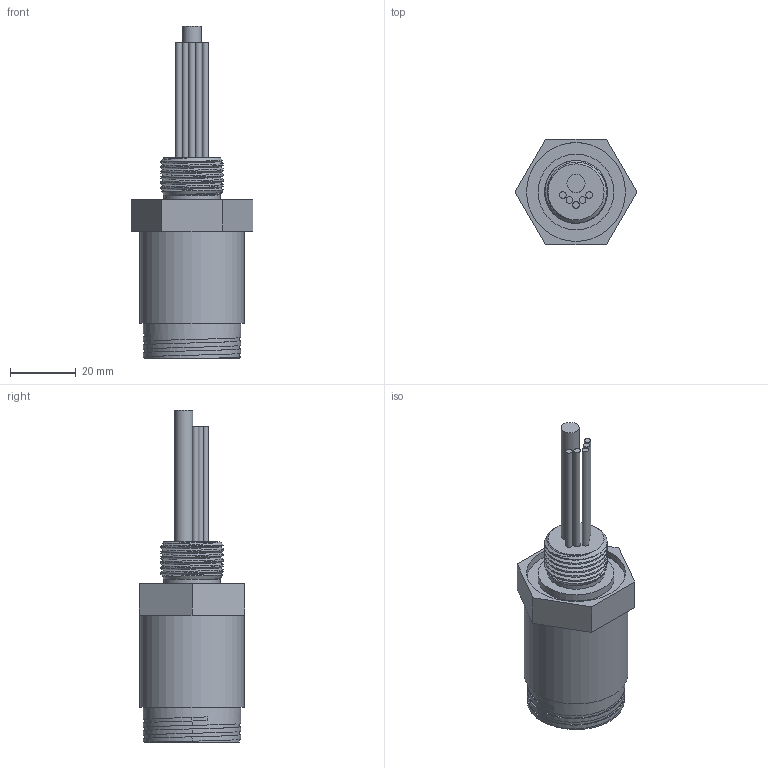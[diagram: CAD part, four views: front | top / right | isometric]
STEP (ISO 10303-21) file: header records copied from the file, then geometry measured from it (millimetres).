
FILE_DESCRIPTION(/* description */ (''),/* implementation_level */ '2;1');
FILE_NAME(/* name */ 'DBCR2013M.stp',/* time_stamp */ '2014-11-24T09:29:49+01:00',/* author */ ('sh'),/* organization */ (''),/* preprocessor_version */ 'ST-DEVELOPER v15.2',/* originating_system */ 'Autodesk Inventor 2014',/* authorisation */ '');
FILE_SCHEMA (('AUTOMOTIVE_DESIGN { 1 0 10303 214 3 1 1 }'));
Length unit declared in the file: millimetre
Products named in the file (1): DBCR2013M
Bounding box: 36.95 x 32 x 100.7 mm (x, y, z)
Volume: 32556.8 mm3; surface area: 13838.2 mm2
Topology: 1 solids, 1 shells, 409 faces, 1030 edges, 672 vertices
Faces by surface type: plane 181, bspline 155, cylinder 44, cone 29
Full cylindrical faces by diameter (mm): 2 x18, 3 x13, 5.5 x1, 17.102 x1, 23 x1, 25 x1, 26 x1, 29.5 x3, 30 x1, 31.6 x1
Entity records: 14894 total; most frequent: CARTESIAN_POINT 6229, ORIENTED_EDGE 1904, DIRECTION 1239, EDGE_CURVE 952, VERTEX_POINT 663, LINE 543, VECTOR 543, EDGE_LOOP 521
